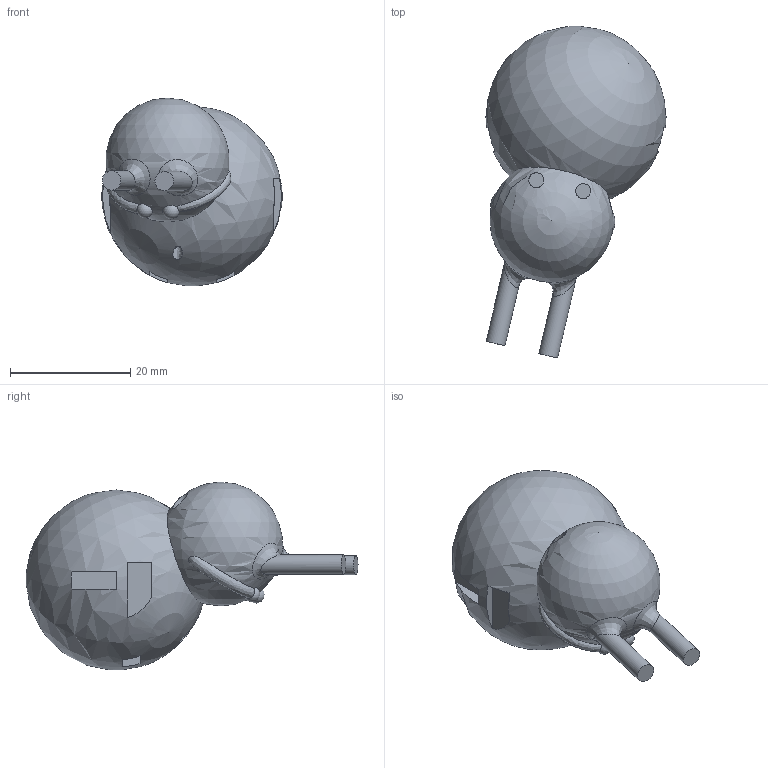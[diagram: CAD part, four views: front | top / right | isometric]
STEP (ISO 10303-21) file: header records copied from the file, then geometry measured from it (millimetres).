
FILE_DESCRIPTION(/* description */ (''),/* implementation_level */ '2;1');
FILE_NAME(/* name */ 'Guisante.step',/* time_stamp */ '2017-03-01T19:31:30+01:00',/* author */ ('Rubén'),/* organization */ (''),/* preprocessor_version */ 'ST-DEVELOPER v15.2',/* originating_system */ 'Autodesk Inventor 2014',/* authorisation */ '');
FILE_SCHEMA (('AUTOMOTIVE_DESIGN { 1 0 10303 214 3 1 1 }'));
Length unit declared in the file: millimetre
Products named in the file (1): Guisante
Bounding box: 29.98 x 55.24 x 31.23 mm (x, y, z)
Volume: 17979.3 mm3; surface area: 4316.5 mm2
Topology: 1 solids, 1 shells, 45 faces, 106 edges, 72 vertices
Faces by surface type: plane 31, bspline 6, cylinder 4, sphere 4
Full cylindrical faces by diameter (mm): 2.5 x2, 3.2 x2
Entity records: 1826 total; most frequent: CARTESIAN_POINT 888, DIRECTION 186, ORIENTED_EDGE 172, EDGE_CURVE 86, AXIS2_PLACEMENT_3D 76, EDGE_LOOP 62, VERTEX_POINT 60, ADVANCED_FACE 45
